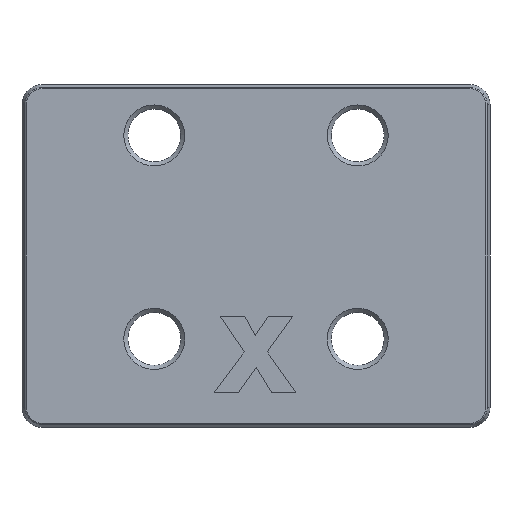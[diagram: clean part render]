
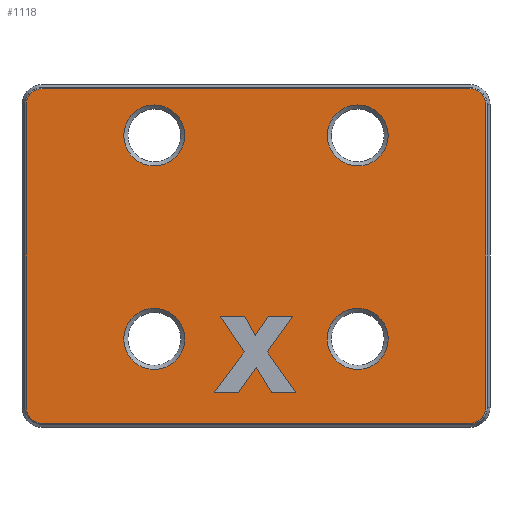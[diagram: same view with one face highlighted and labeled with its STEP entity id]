
A CAD part, front view. The second image highlights one B-rep face of the part: STEP entity #1118.
In plain terms, the highlighted planar face has unit normal (0, -1, 0).
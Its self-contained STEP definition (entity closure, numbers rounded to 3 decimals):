
#17=FACE_BOUND('',#226,.T.);
#18=FACE_BOUND('',#227,.T.);
#19=FACE_BOUND('',#228,.T.);
#20=FACE_BOUND('',#229,.T.);
#21=FACE_BOUND('',#230,.T.);
#50=CIRCLE('',#1183,1.6);
#51=CIRCLE('',#1186,1.6);
#64=CIRCLE('',#1217,1.6);
#65=CIRCLE('',#1220,1.6);
#66=CIRCLE('',#1224,3.);
#67=CIRCLE('',#1225,3.);
#68=CIRCLE('',#1226,3.);
#69=CIRCLE('',#1227,3.);
#156=FACE_OUTER_BOUND('',#225,.T.);
#225=EDGE_LOOP('',(#929,#930,#931,#932,#933,#934,#935,#936));
#226=EDGE_LOOP('',(#937,#938,#939,#940,#941,#942,#943,#944,#945,#946,#947,
#948));
#227=EDGE_LOOP('',(#949));
#228=EDGE_LOOP('',(#950));
#229=EDGE_LOOP('',(#951));
#230=EDGE_LOOP('',(#952));
#255=LINE('',#1610,#361);
#259=LINE('',#1618,#365);
#262=LINE('',#1624,#368);
#265=LINE('',#1630,#371);
#268=LINE('',#1636,#374);
#271=LINE('',#1642,#377);
#274=LINE('',#1648,#380);
#277=LINE('',#1654,#383);
#280=LINE('',#1660,#386);
#283=LINE('',#1666,#389);
#286=LINE('',#1672,#392);
#289=LINE('',#1677,#395);
#310=LINE('',#1737,#416);
#313=LINE('',#1745,#419);
#339=LINE('',#1836,#445);
#342=LINE('',#1844,#448);
#361=VECTOR('',#1272,10.);
#365=VECTOR('',#1278,10.);
#368=VECTOR('',#1283,10.);
#371=VECTOR('',#1288,10.);
#374=VECTOR('',#1293,10.);
#377=VECTOR('',#1298,10.);
#380=VECTOR('',#1303,10.);
#383=VECTOR('',#1308,10.);
#386=VECTOR('',#1313,10.);
#389=VECTOR('',#1318,10.);
#392=VECTOR('',#1323,10.);
#395=VECTOR('',#1328,10.);
#416=VECTOR('',#1389,10.);
#419=VECTOR('',#1398,10.);
#445=VECTOR('',#1480,10.);
#448=VECTOR('',#1489,10.);
#467=VERTEX_POINT('',#1608);
#468=VERTEX_POINT('',#1609);
#471=VERTEX_POINT('',#1617);
#473=VERTEX_POINT('',#1623);
#475=VERTEX_POINT('',#1629);
#477=VERTEX_POINT('',#1635);
#479=VERTEX_POINT('',#1641);
#481=VERTEX_POINT('',#1647);
#483=VERTEX_POINT('',#1653);
#485=VERTEX_POINT('',#1659);
#487=VERTEX_POINT('',#1665);
#489=VERTEX_POINT('',#1671);
#507=VERTEX_POINT('',#1729);
#508=VERTEX_POINT('',#1731);
#509=VERTEX_POINT('',#1735);
#510=VERTEX_POINT('',#1739);
#511=VERTEX_POINT('',#1743);
#536=VERTEX_POINT('',#1835);
#537=VERTEX_POINT('',#1839);
#538=VERTEX_POINT('',#1843);
#539=VERTEX_POINT('',#1852);
#540=VERTEX_POINT('',#1854);
#541=VERTEX_POINT('',#1856);
#542=VERTEX_POINT('',#1858);
#563=EDGE_CURVE('',#467,#468,#255,.T.);
#567=EDGE_CURVE('',#471,#467,#259,.T.);
#570=EDGE_CURVE('',#473,#471,#262,.T.);
#573=EDGE_CURVE('',#475,#473,#265,.T.);
#576=EDGE_CURVE('',#477,#475,#268,.T.);
#579=EDGE_CURVE('',#479,#477,#271,.T.);
#582=EDGE_CURVE('',#481,#479,#274,.T.);
#585=EDGE_CURVE('',#483,#481,#277,.T.);
#588=EDGE_CURVE('',#485,#483,#280,.T.);
#591=EDGE_CURVE('',#487,#485,#283,.T.);
#594=EDGE_CURVE('',#489,#487,#286,.T.);
#597=EDGE_CURVE('',#468,#489,#289,.T.);
#624=EDGE_CURVE('',#507,#508,#50,.T.);
#627=EDGE_CURVE('',#509,#507,#310,.T.);
#629=EDGE_CURVE('',#510,#509,#51,.T.);
#631=EDGE_CURVE('',#511,#510,#313,.T.);
#673=EDGE_CURVE('',#508,#536,#339,.T.);
#675=EDGE_CURVE('',#536,#537,#64,.T.);
#677=EDGE_CURVE('',#537,#538,#342,.T.);
#679=EDGE_CURVE('',#538,#511,#65,.T.);
#681=EDGE_CURVE('',#539,#539,#66,.T.);
#682=EDGE_CURVE('',#540,#540,#67,.T.);
#683=EDGE_CURVE('',#541,#541,#68,.T.);
#684=EDGE_CURVE('',#542,#542,#69,.T.);
#929=ORIENTED_EDGE('',*,*,#624,.F.);
#930=ORIENTED_EDGE('',*,*,#627,.F.);
#931=ORIENTED_EDGE('',*,*,#629,.F.);
#932=ORIENTED_EDGE('',*,*,#631,.F.);
#933=ORIENTED_EDGE('',*,*,#679,.F.);
#934=ORIENTED_EDGE('',*,*,#677,.F.);
#935=ORIENTED_EDGE('',*,*,#675,.F.);
#936=ORIENTED_EDGE('',*,*,#673,.F.);
#937=ORIENTED_EDGE('',*,*,#563,.T.);
#938=ORIENTED_EDGE('',*,*,#597,.T.);
#939=ORIENTED_EDGE('',*,*,#594,.T.);
#940=ORIENTED_EDGE('',*,*,#591,.T.);
#941=ORIENTED_EDGE('',*,*,#588,.T.);
#942=ORIENTED_EDGE('',*,*,#585,.T.);
#943=ORIENTED_EDGE('',*,*,#582,.T.);
#944=ORIENTED_EDGE('',*,*,#579,.T.);
#945=ORIENTED_EDGE('',*,*,#576,.T.);
#946=ORIENTED_EDGE('',*,*,#573,.T.);
#947=ORIENTED_EDGE('',*,*,#570,.T.);
#948=ORIENTED_EDGE('',*,*,#567,.T.);
#949=ORIENTED_EDGE('',*,*,#681,.F.);
#950=ORIENTED_EDGE('',*,*,#682,.F.);
#951=ORIENTED_EDGE('',*,*,#683,.F.);
#952=ORIENTED_EDGE('',*,*,#684,.F.);
#1067=PLANE('',#1223);
#1118=ADVANCED_FACE('',(#156,#17,#18,#19,#20,#21),#1067,.F.);
#1183=AXIS2_PLACEMENT_3D('',#1732,#1383,#1384);
#1186=AXIS2_PLACEMENT_3D('',#1741,#1393,#1394);
#1217=AXIS2_PLACEMENT_3D('',#1840,#1484,#1485);
#1220=AXIS2_PLACEMENT_3D('',#1847,#1493,#1494);
#1223=AXIS2_PLACEMENT_3D('',#1851,#1500,#1501);
#1224=AXIS2_PLACEMENT_3D('',#1853,#1502,#1503);
#1225=AXIS2_PLACEMENT_3D('',#1855,#1504,#1505);
#1226=AXIS2_PLACEMENT_3D('',#1857,#1506,#1507);
#1227=AXIS2_PLACEMENT_3D('',#1859,#1508,#1509);
#1272=DIRECTION('',(-1.,0.,0.));
#1278=DIRECTION('',(-0.584,0.,-0.812));
#1283=DIRECTION('',(-0.523,0.,0.852));
#1288=DIRECTION('',(-1.,0.,0.));
#1293=DIRECTION('',(0.573,0.,-0.82));
#1298=DIRECTION('',(-0.578,0.,-0.816));
#1303=DIRECTION('',(1.,0.,0.));
#1308=DIRECTION('',(0.543,0.,0.84));
#1313=DIRECTION('',(0.463,0.,-0.886));
#1318=DIRECTION('',(1.,0.,0.));
#1323=DIRECTION('',(-0.555,0.,0.832));
#1328=DIRECTION('',(0.592,0.,0.806));
#1383=DIRECTION('center_axis',(0.,1.,0.));
#1384=DIRECTION('ref_axis',(-0.707,0.,-0.707));
#1389=DIRECTION('',(-1.,0.,0.));
#1393=DIRECTION('center_axis',(0.,1.,0.));
#1394=DIRECTION('ref_axis',(0.707,0.,-0.707));
#1398=DIRECTION('',(0.,0.,-1.));
#1480=DIRECTION('',(0.,0.,1.));
#1484=DIRECTION('center_axis',(0.,1.,0.));
#1485=DIRECTION('ref_axis',(-0.707,0.,0.707));
#1489=DIRECTION('',(1.,0.,0.));
#1493=DIRECTION('center_axis',(0.,1.,0.));
#1494=DIRECTION('ref_axis',(0.707,0.,0.707));
#1500=DIRECTION('center_axis',(0.,1.,0.));
#1501=DIRECTION('ref_axis',(-1.,0.,0.));
#1502=DIRECTION('center_axis',(0.,-1.,0.));
#1503=DIRECTION('ref_axis',(0.,0.,1.));
#1504=DIRECTION('center_axis',(0.,-1.,0.));
#1505=DIRECTION('ref_axis',(0.,0.,1.));
#1506=DIRECTION('center_axis',(0.,-1.,0.));
#1507=DIRECTION('ref_axis',(0.,0.,1.));
#1508=DIRECTION('center_axis',(0.,-1.,0.));
#1509=DIRECTION('ref_axis',(0.,0.,1.));
#1608=CARTESIAN_POINT('',(-1.742,31.,-15.302));
#1609=CARTESIAN_POINT('',(-4.112,31.,-15.302));
#1610=CARTESIAN_POINT('',(-0.871,31.,-15.302));
#1617=CARTESIAN_POINT('',(0.028,31.,-12.842));
#1618=CARTESIAN_POINT('',(2.629,31.,-9.227));
#1623=CARTESIAN_POINT('',(1.538,31.,-15.302));
#1624=CARTESIAN_POINT('',(-1.671,31.,-10.074));
#1629=CARTESIAN_POINT('',(3.928,31.,-15.302));
#1630=CARTESIAN_POINT('',(1.964,31.,-15.302));
#1635=CARTESIAN_POINT('',(1.118,31.,-11.282));
#1636=CARTESIAN_POINT('',(-1.28,31.,-7.851));
#1641=CARTESIAN_POINT('',(3.608,31.,-7.762));
#1642=CARTESIAN_POINT('',(4.4,31.,-6.642));
#1647=CARTESIAN_POINT('',(1.188,31.,-7.762));
#1648=CARTESIAN_POINT('',(0.594,31.,-7.762));
#1653=CARTESIAN_POINT('',(-0.072,31.,-9.712));
#1654=CARTESIAN_POINT('',(1.731,31.,-6.923));
#1659=CARTESIAN_POINT('',(-1.092,31.,-7.762));
#1660=CARTESIAN_POINT('',(-2.188,31.,-5.665));
#1665=CARTESIAN_POINT('',(-3.512,31.,-7.762));
#1666=CARTESIAN_POINT('',(-1.756,31.,-7.762));
#1671=CARTESIAN_POINT('',(-1.162,31.,-11.282));
#1672=CARTESIAN_POINT('',(-3.16,31.,-8.288));
#1677=CARTESIAN_POINT('',(-0.184,31.,-9.95));
#1729=CARTESIAN_POINT('',(-21.,31.,-18.3));
#1731=CARTESIAN_POINT('',(-22.6,31.,-16.7));
#1732=CARTESIAN_POINT('Origin',(-21.,31.,-16.7));
#1735=CARTESIAN_POINT('',(21.,31.,-18.3));
#1737=CARTESIAN_POINT('',(11.5,31.,-18.3));
#1739=CARTESIAN_POINT('',(22.6,31.,-16.7));
#1741=CARTESIAN_POINT('Origin',(21.,31.,-16.7));
#1743=CARTESIAN_POINT('',(22.6,31.,13.));
#1745=CARTESIAN_POINT('',(22.6,31.,6.575));
#1835=CARTESIAN_POINT('',(-22.6,31.,13.));
#1836=CARTESIAN_POINT('',(-22.6,31.,-10.275));
#1839=CARTESIAN_POINT('',(-21.,31.,14.6));
#1840=CARTESIAN_POINT('Origin',(-21.,31.,13.));
#1843=CARTESIAN_POINT('',(21.,31.,14.6));
#1844=CARTESIAN_POINT('',(-11.5,31.,14.6));
#1847=CARTESIAN_POINT('Origin',(21.,31.,13.));
#1851=CARTESIAN_POINT('Origin',(0.,31.,-1.85));
#1852=CARTESIAN_POINT('',(-10.,31.,7.));
#1853=CARTESIAN_POINT('Origin',(-10.,31.,10.));
#1854=CARTESIAN_POINT('',(10.,31.,-13.));
#1855=CARTESIAN_POINT('Origin',(10.,31.,-10.));
#1856=CARTESIAN_POINT('',(-10.,31.,-13.));
#1857=CARTESIAN_POINT('Origin',(-10.,31.,-10.));
#1858=CARTESIAN_POINT('',(10.,31.,7.));
#1859=CARTESIAN_POINT('Origin',(10.,31.,10.));
